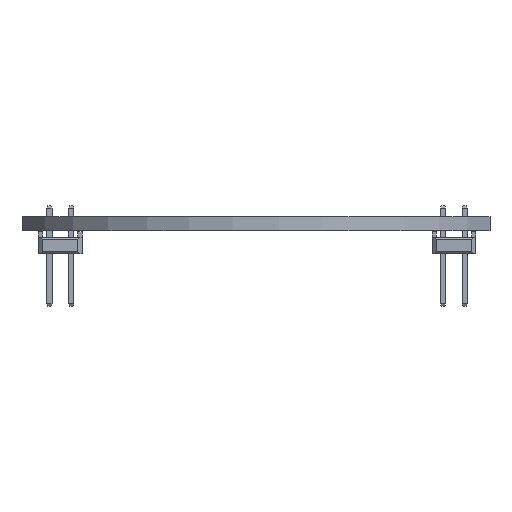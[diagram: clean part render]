
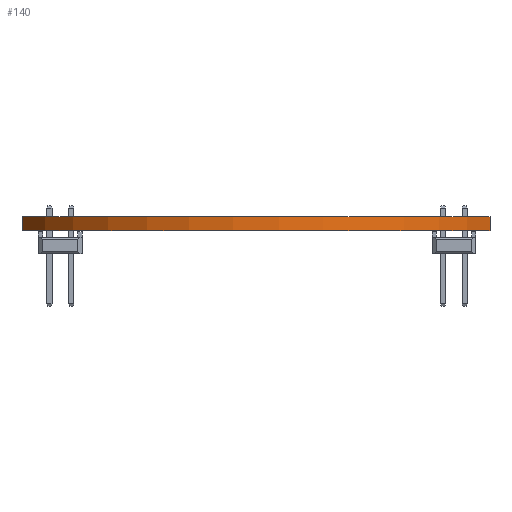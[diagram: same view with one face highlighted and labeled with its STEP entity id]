
A CAD part, left-side view. The second image highlights one B-rep face of the part: STEP entity #140.
In plain terms, the highlighted cylindrical face has radius 30 mm (diameter 60 mm), a partial arc.
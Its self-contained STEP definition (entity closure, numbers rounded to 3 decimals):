
#40 = EDGE_CURVE('',#41,#43,#45,.T.);
#41 = VERTEX_POINT('',#42);
#42 = CARTESIAN_POINT('',(5.821,-8.689,-1.646));
#43 = VERTEX_POINT('',#44);
#44 = CARTESIAN_POINT('',(5.821,-8.689,0.));
#45 = LINE('',#46,#47);
#46 = CARTESIAN_POINT('',(5.821,-8.689,-1.646));
#47 = VECTOR('',#48,1.);
#48 = DIRECTION('',(0.,0.,1.));
#115 = VERTEX_POINT('',#116);
#116 = CARTESIAN_POINT('',(5.821,45.689,0.));
#122 = EDGE_CURVE('',#123,#115,#125,.T.);
#123 = VERTEX_POINT('',#124);
#124 = CARTESIAN_POINT('',(5.821,45.689,-1.646));
#125 = LINE('',#126,#127);
#126 = CARTESIAN_POINT('',(5.821,45.689,-1.646));
#127 = VECTOR('',#128,1.);
#128 = DIRECTION('',(0.,0.,1.));
#140 = ADVANCED_FACE('',(#141),#159,.T.);
#141 = FACE_BOUND('',#142,.F.);
#142 = EDGE_LOOP('',(#143,#144,#151,#152));
#143 = ORIENTED_EDGE('',*,*,#122,.T.);
#144 = ORIENTED_EDGE('',*,*,#145,.T.);
#145 = EDGE_CURVE('',#115,#43,#146,.T.);
#146 = CIRCLE('',#147,30.);
#147 = AXIS2_PLACEMENT_3D('',#148,#149,#150);
#148 = CARTESIAN_POINT('',(18.5,18.5,0.));
#149 = DIRECTION('',(0.,0.,1.));
#150 = DIRECTION('',(-0.423,0.906,0.));
#151 = ORIENTED_EDGE('',*,*,#40,.F.);
#152 = ORIENTED_EDGE('',*,*,#153,.F.);
#153 = EDGE_CURVE('',#123,#41,#154,.T.);
#154 = CIRCLE('',#155,30.);
#155 = AXIS2_PLACEMENT_3D('',#156,#157,#158);
#156 = CARTESIAN_POINT('',(18.5,18.5,-1.646));
#157 = DIRECTION('',(0.,0.,1.));
#158 = DIRECTION('',(-0.423,0.906,0.));
#159 = CYLINDRICAL_SURFACE('',#160,30.);
#160 = AXIS2_PLACEMENT_3D('',#161,#162,#163);
#161 = CARTESIAN_POINT('',(18.5,18.5,-1.646));
#162 = DIRECTION('',(0.,0.,-1.));
#163 = DIRECTION('',(-0.423,0.906,0.));
